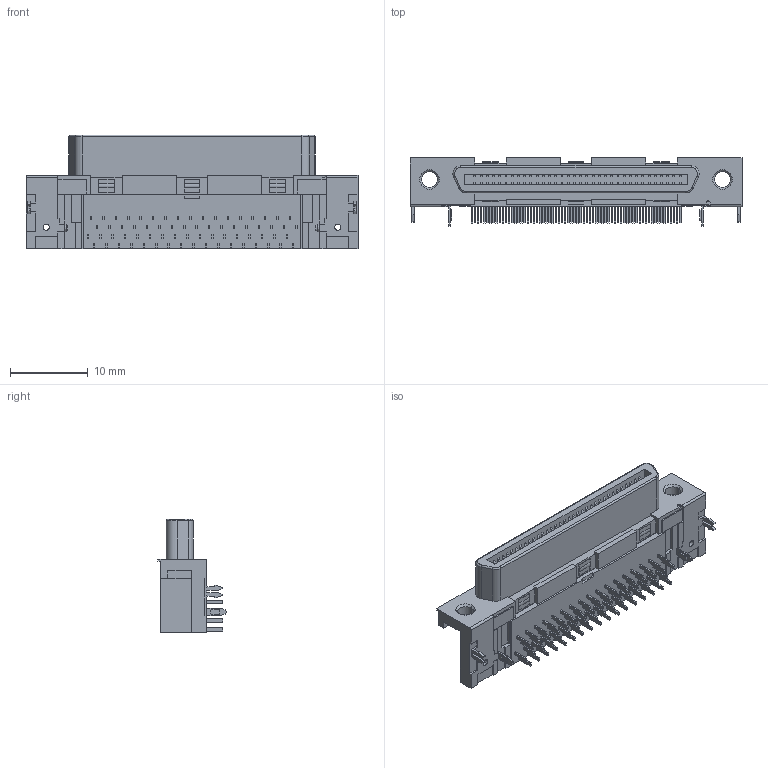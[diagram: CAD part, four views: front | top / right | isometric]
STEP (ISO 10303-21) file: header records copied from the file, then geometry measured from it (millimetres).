
FILE_DESCRIPTION((''),'2;1');
FILE_NAME('714300101','2016-11-14T',('rlalsangi'),(''),'PRO/ENGINEER BY PARAMETRIC TECHNOLOGY CORPORATION, 2012310','PRO/ENGINEER BY PARAMETRIC TECHNOLOGY CORPORATION, 2012310','');
FILE_SCHEMA(('CONFIG_CONTROL_DESIGN'));
Length unit declared in the file: millimetre
Products named in the file (1): 714300101
Bounding box: 42.7 x 8.76 x 14.65 mm (x, y, z)
Volume: 1335.3 mm3; surface area: 2888.4 mm2
Topology: 1 solids, 1 shells, 1508 faces, 4223 edges, 2869 vertices
Faces by surface type: plane 1235, cylinder 265, cone 4, torus 4
Entity records: 48256 total; most frequent: CARTESIAN_POINT 8435, ORIENTED_EDGE 8136, DIRECTION 7923, EDGE_CURVE 4068, VECTOR 3541, LINE 3541, VERTEX_POINT 2703, AXIS2_PLACEMENT_3D 2191
